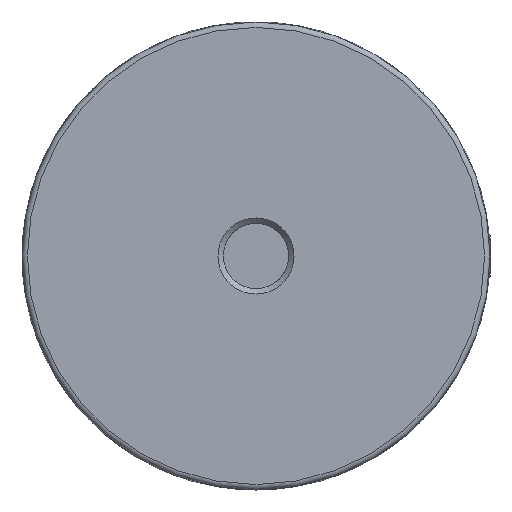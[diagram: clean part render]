
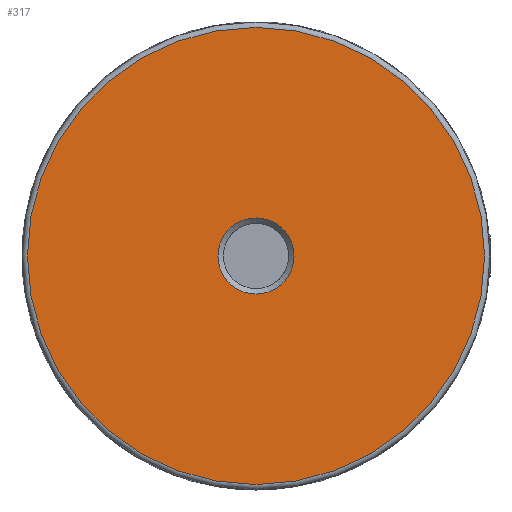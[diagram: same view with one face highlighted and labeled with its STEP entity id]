
A CAD part, left-side view. The second image highlights one B-rep face of the part: STEP entity #317.
In plain terms, the highlighted planar face has unit normal (-1, 0, 0).
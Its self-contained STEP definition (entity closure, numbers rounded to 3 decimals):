
#317 = ADVANCED_FACE( '', ( #735, #736 ), #737, .T. );
#735 = FACE_OUTER_BOUND( '', #1293, .T. );
#736 = FACE_BOUND( '', #1294, .T. );
#737 = PLANE( '', #1295 );
#1293 = EDGE_LOOP( '', ( #2253 ) );
#1294 = EDGE_LOOP( '', ( #2254 ) );
#1295 = AXIS2_PLACEMENT_3D( '', #2255, #2256, #2257 );
#2253 = ORIENTED_EDGE( '', *, *, #3234, .T. );
#2254 = ORIENTED_EDGE( '', *, *, #3327, .T. );
#2255 = CARTESIAN_POINT( '', ( 0., 0., 3. ) );
#2256 = DIRECTION( '', ( -1., 0., 0. ) );
#2257 = DIRECTION( '', ( 0., 0., 1. ) );
#3234 = EDGE_CURVE( '', #3894, #3894, #3895, .T. );
#3327 = EDGE_CURVE( '', #4032, #4032, #4033, .T. );
#3894 = VERTEX_POINT( '', #5096 );
#3895 = CIRCLE( '', #5097, 21. );
#4032 = VERTEX_POINT( '', #5326 );
#4033 = CIRCLE( '', #5327, 3.5 );
#5096 = CARTESIAN_POINT( '', ( 0., 0., 21. ) );
#5097 = AXIS2_PLACEMENT_3D( '', #6143, #6144, #6145 );
#5326 = CARTESIAN_POINT( '', ( 0., 0., 3.5 ) );
#5327 = AXIS2_PLACEMENT_3D( '', #6257, #6258, #6259 );
#6143 = CARTESIAN_POINT( '', ( 0., 0., 0. ) );
#6144 = DIRECTION( '', ( -1., 0., 0. ) );
#6145 = DIRECTION( '', ( 0., 0., 1. ) );
#6257 = CARTESIAN_POINT( '', ( 0., 0., 0. ) );
#6258 = DIRECTION( '', ( 1., 0., 0. ) );
#6259 = DIRECTION( '', ( 0., 0., 1. ) );
